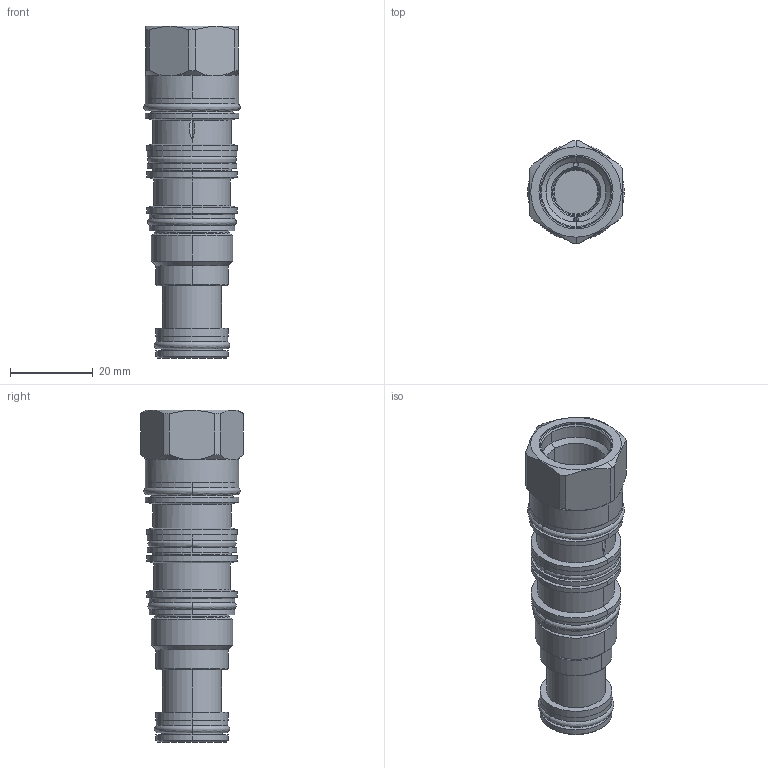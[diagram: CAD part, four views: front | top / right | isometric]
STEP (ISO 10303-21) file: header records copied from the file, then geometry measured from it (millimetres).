
FILE_DESCRIPTION((''),'2;1');
FILE_NAME('DVBP-8FN_PRT','2008-12-07T',('Administrator'),(''),'PRO/ENGINEER BY PARAMETRIC TECHNOLOGY CORPORATION, 2006240','PRO/ENGINEER BY PARAMETRIC TECHNOLOGY CORPORATION, 2006240','');
FILE_SCHEMA(('CONFIG_CONTROL_DESIGN'));
Length unit declared in the file: inch
Products named in the file (1): DVBP-8FN_PRT
Bounding box: 23.29 x 24.84 x 80.18 mm (x, y, z)
Volume: 21505.9 mm3; surface area: 9149.6 mm2
Topology: 4 solids, 4 shells, 175 faces, 388 edges, 230 vertices
Faces by surface type: cylinder 68, cone 36, plane 33, torus 24, revolution 14
Entity records: 5880 total; most frequent: CARTESIAN_POINT 1897, DIRECTION 888, ORIENTED_EDGE 776, EDGE_CURVE 388, AXIS2_PLACEMENT_3D 381, VERTEX_POINT 230, CIRCLE 220, EDGE_LOOP 194
